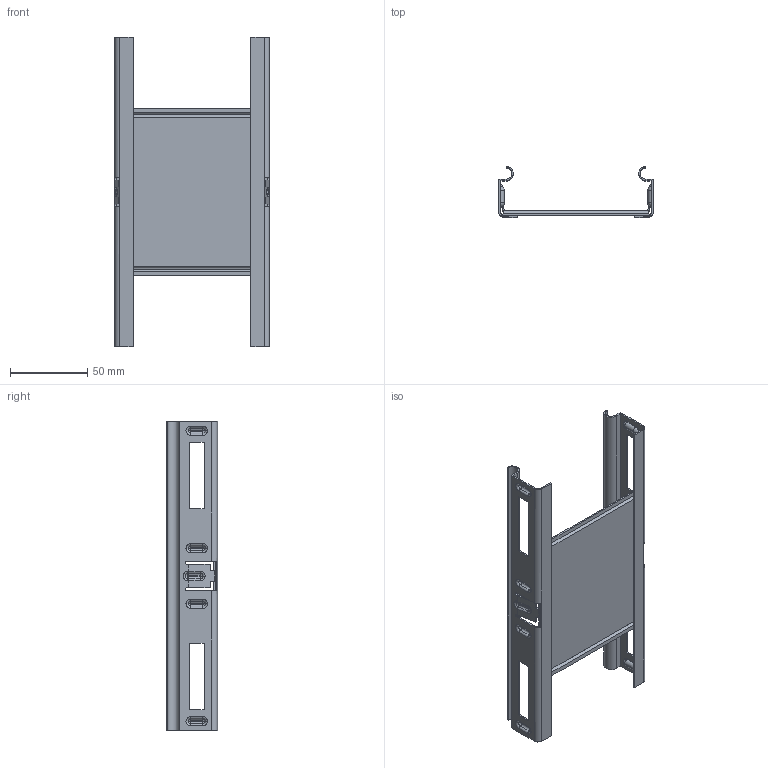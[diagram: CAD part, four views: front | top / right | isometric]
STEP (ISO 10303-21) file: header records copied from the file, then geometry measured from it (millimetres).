
FILE_DESCRIPTION (( 'STEP AP214' ), '1' );
FILE_NAME ('6068900.stp', '2017-04-12T06:58:00', ( '' ), ( '' ), 'SwSTEP 2.0', 'SolidWorks 2016', '' );
FILE_SCHEMA (( 'AUTOMOTIVE_DESIGN' ));
Length unit declared in the file: millimetre
Products named in the file (3): 040599_100; 040579_35; 6068900
Assembly tree (3 placements, depth 2):
  6068900
    040579_35  x2
    040599_100
Bounding box: 100 x 33.2 x 200 mm (x, y, z)
Volume: 29220.4 mm3; surface area: 60606.2 mm2
Topology: 3 solids, 3 shells, 495 faces, 1251 edges, 774 vertices
Faces by surface type: plane 184, torus 144, cylinder 143, bspline 24
Entity records: 9272 total; most frequent: CARTESIAN_POINT 1765, DIRECTION 1639, ORIENTED_EDGE 1530, EDGE_CURVE 765, AXIS2_PLACEMENT_3D 609, VERTEX_POINT 480, VECTOR 421, LINE 421
